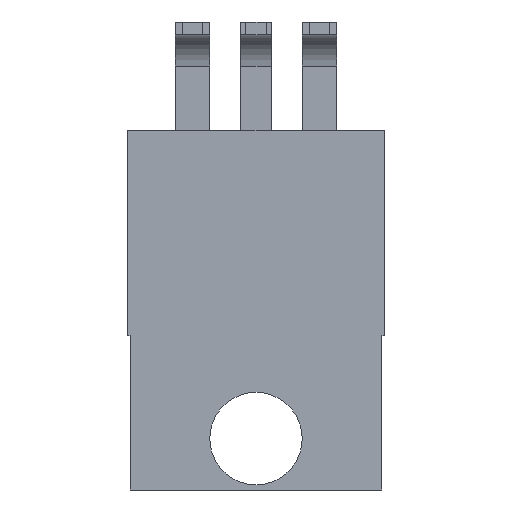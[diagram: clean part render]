
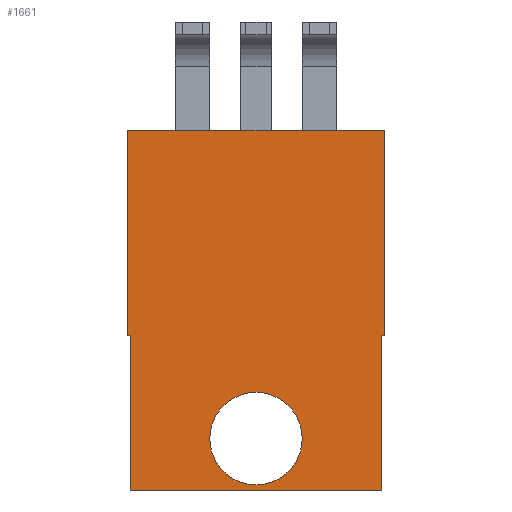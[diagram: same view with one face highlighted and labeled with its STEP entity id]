
A CAD part, front view. The second image highlights one B-rep face of the part: STEP entity #1661.
In plain terms, the highlighted planar face has unit normal (0, -1, 0).
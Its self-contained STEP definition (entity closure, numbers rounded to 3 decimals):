
#141 = CARTESIAN_POINT ( 'NONE',  ( 4.9, 0., -10. ) ) ;
#158 = CIRCLE ( 'NONE', #2585, 1.8 ) ;
#217 = VECTOR ( 'NONE', #2577, 1000. ) ;
#259 = CARTESIAN_POINT ( 'NONE',  ( 5., 0., -4. ) ) ;
#262 = DIRECTION ( 'NONE',  ( 0., 0., 1. ) ) ;
#263 = AXIS2_PLACEMENT_3D ( 'NONE', #372, #1704, #3013 ) ;
#285 = CARTESIAN_POINT ( 'NONE',  ( 0., 0., -9.8 ) ) ;
#324 = CARTESIAN_POINT ( 'NONE',  ( 4.9, 0., -10. ) ) ;
#349 = DIRECTION ( 'NONE',  ( 0., 0., 1. ) ) ;
#372 = CARTESIAN_POINT ( 'NONE',  ( 0., 0., 0. ) ) ;
#402 = EDGE_CURVE ( 'NONE', #2777, #3047, #3230, .T. ) ;
#495 = DIRECTION ( 'NONE',  ( 0., 0., 1. ) ) ;
#559 = CARTESIAN_POINT ( 'NONE',  ( -4.9, 0., -4. ) ) ;
#664 = VERTEX_POINT ( 'NONE', #785 ) ;
#702 = FACE_BOUND ( 'NONE', #1828, .T. ) ;
#713 = VERTEX_POINT ( 'NONE', #1205 ) ;
#718 = CARTESIAN_POINT ( 'NONE',  ( -5., 0., -4. ) ) ;
#785 = CARTESIAN_POINT ( 'NONE',  ( -5., 0., 4. ) ) ;
#790 = ORIENTED_EDGE ( 'NONE', *, *, #2698, .F. ) ;
#806 = LINE ( 'NONE', #2134, #1309 ) ;
#865 = VECTOR ( 'NONE', #1146, 1000. ) ;
#951 = VECTOR ( 'NONE', #349, 1000. ) ;
#975 = VERTEX_POINT ( 'NONE', #718 ) ;
#980 = VECTOR ( 'NONE', #262, 1000. ) ;
#1143 = DIRECTION ( 'NONE',  ( 0., 1., 0. ) ) ;
#1146 = DIRECTION ( 'NONE',  ( -1., 0., 0. ) ) ;
#1205 = CARTESIAN_POINT ( 'NONE',  ( 4.9, 0., -4. ) ) ;
#1234 = DIRECTION ( 'NONE',  ( 0., 0., 1. ) ) ;
#1258 = CARTESIAN_POINT ( 'NONE',  ( -5., 0., -4. ) ) ;
#1290 = CIRCLE ( 'NONE', #3764, 1.8 ) ;
#1309 = VECTOR ( 'NONE', #3438, 1000. ) ;
#1384 = ORIENTED_EDGE ( 'NONE', *, *, #3397, .T. ) ;
#1429 = EDGE_CURVE ( 'NONE', #2527, #713, #2142, .T. ) ;
#1533 = ORIENTED_EDGE ( 'NONE', *, *, #3166, .F. ) ;
#1587 = VERTEX_POINT ( 'NONE', #285 ) ;
#1590 = DIRECTION ( 'NONE',  ( 0., 0., -1. ) ) ;
#1618 = CARTESIAN_POINT ( 'NONE',  ( -4.9, 0., -10. ) ) ;
#1653 = DIRECTION ( 'NONE',  ( -1., 0., 0. ) ) ;
#1661 = ADVANCED_FACE ( 'NONE', ( #702, #2033 ), #3335, .F. ) ;
#1704 = DIRECTION ( 'NONE',  ( 0., 1., 0. ) ) ;
#1828 = EDGE_LOOP ( 'NONE', ( #1384, #4086 ) ) ;
#1922 = LINE ( 'NONE', #3232, #980 ) ;
#2008 = LINE ( 'NONE', #3310, #951 ) ;
#2033 = FACE_OUTER_BOUND ( 'NONE', #3963, .T. ) ;
#2134 = CARTESIAN_POINT ( 'NONE',  ( -5., 0., 4. ) ) ;
#2142 = LINE ( 'NONE', #3446, #3509 ) ;
#2227 = VERTEX_POINT ( 'NONE', #559 ) ;
#2322 = VERTEX_POINT ( 'NONE', #1618 ) ;
#2465 = DIRECTION ( 'NONE',  ( 0., 0., 1. ) ) ;
#2474 = VECTOR ( 'NONE', #1653, 1000. ) ;
#2527 = VERTEX_POINT ( 'NONE', #141 ) ;
#2537 = EDGE_CURVE ( 'NONE', #3047, #713, #2792, .T. ) ;
#2577 = DIRECTION ( 'NONE',  ( -1., 0., 0. ) ) ;
#2585 = AXIS2_PLACEMENT_3D ( 'NONE', #4087, #1143, #2465 ) ;
#2669 = ORIENTED_EDGE ( 'NONE', *, *, #3408, .F. ) ;
#2698 = EDGE_CURVE ( 'NONE', #975, #664, #1922, .T. ) ;
#2777 = VERTEX_POINT ( 'NONE', #3277 ) ;
#2792 = LINE ( 'NONE', #4091, #865 ) ;
#2859 = VECTOR ( 'NONE', #1590, 1000. ) ;
#2866 = CARTESIAN_POINT ( 'NONE',  ( 5., 0., -4. ) ) ;
#2875 = CARTESIAN_POINT ( 'NONE',  ( 0., 0., -8. ) ) ;
#2916 = ORIENTED_EDGE ( 'NONE', *, *, #402, .F. ) ;
#3010 = CARTESIAN_POINT ( 'NONE',  ( 0., 0., -6.2 ) ) ;
#3013 = DIRECTION ( 'NONE',  ( 0., 0., 1. ) ) ;
#3047 = VERTEX_POINT ( 'NONE', #2866 ) ;
#3142 = EDGE_CURVE ( 'NONE', #2527, #2322, #3292, .T. ) ;
#3152 = ORIENTED_EDGE ( 'NONE', *, *, #3142, .F. ) ;
#3166 = EDGE_CURVE ( 'NONE', #2322, #2227, #2008, .T. ) ;
#3209 = ORIENTED_EDGE ( 'NONE', *, *, #1429, .T. ) ;
#3213 = VERTEX_POINT ( 'NONE', #3010 ) ;
#3230 = LINE ( 'NONE', #259, #2859 ) ;
#3232 = CARTESIAN_POINT ( 'NONE',  ( -5., 0., -4. ) ) ;
#3277 = CARTESIAN_POINT ( 'NONE',  ( 5., 0., 4. ) ) ;
#3292 = LINE ( 'NONE', #324, #2474 ) ;
#3310 = CARTESIAN_POINT ( 'NONE',  ( -4.9, 0., -10. ) ) ;
#3326 = ORIENTED_EDGE ( 'NONE', *, *, #2537, .F. ) ;
#3335 = PLANE ( 'NONE',  #263 ) ;
#3345 = EDGE_CURVE ( 'NONE', #664, #2777, #806, .T. ) ;
#3397 = EDGE_CURVE ( 'NONE', #3213, #1587, #1290, .T. ) ;
#3408 = EDGE_CURVE ( 'NONE', #2227, #975, #4200, .T. ) ;
#3438 = DIRECTION ( 'NONE',  ( 1., 0., 0. ) ) ;
#3446 = CARTESIAN_POINT ( 'NONE',  ( 4.9, 0., -10. ) ) ;
#3509 = VECTOR ( 'NONE', #495, 1000. ) ;
#3683 = ORIENTED_EDGE ( 'NONE', *, *, #3345, .F. ) ;
#3764 = AXIS2_PLACEMENT_3D ( 'NONE', #2875, #4178, #1234 ) ;
#3963 = EDGE_LOOP ( 'NONE', ( #2916, #3683, #790, #2669, #1533, #3152, #3209, #3326 ) ) ;
#4086 = ORIENTED_EDGE ( 'NONE', *, *, #4226, .T. ) ;
#4087 = CARTESIAN_POINT ( 'NONE',  ( 0., 0., -8. ) ) ;
#4091 = CARTESIAN_POINT ( 'NONE',  ( -5., 0., -4. ) ) ;
#4178 = DIRECTION ( 'NONE',  ( 0., 1., 0. ) ) ;
#4200 = LINE ( 'NONE', #1258, #217 ) ;
#4226 = EDGE_CURVE ( 'NONE', #1587, #3213, #158, .T. ) ;
